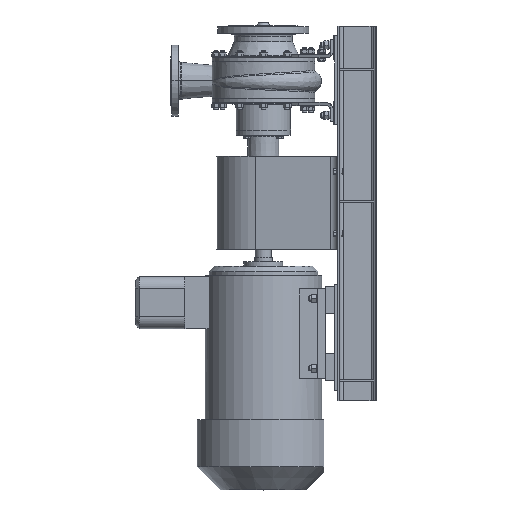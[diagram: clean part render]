
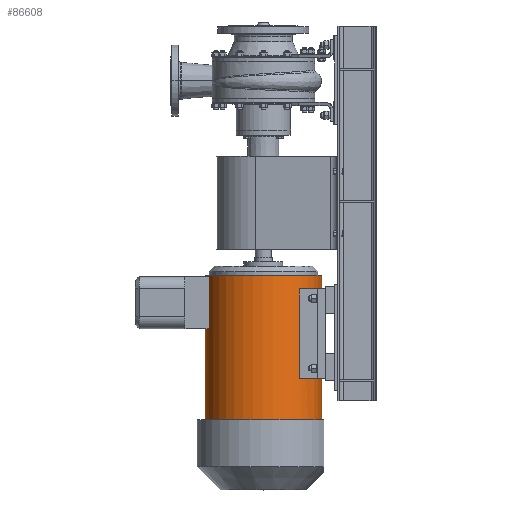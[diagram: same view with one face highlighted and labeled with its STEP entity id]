
A CAD part, left-side view. The second image highlights one B-rep face of the part: STEP entity #86608.
In plain terms, the highlighted cylindrical face has radius 150 mm (diameter 300 mm), a partial arc.
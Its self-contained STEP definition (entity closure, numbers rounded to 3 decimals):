
#1335 = CARTESIAN_POINT ( 'NONE',  ( 160., 431.943, -645.6 ) ) ;
#4102 = FACE_OUTER_BOUND ( 'NONE', #81125, .T. ) ;
#5861 = CIRCLE ( 'NONE', #172848, 150. ) ;
#6322 = AXIS2_PLACEMENT_3D ( 'NONE', #97609, #41403, #185106 ) ;
#7170 = ORIENTED_EDGE ( 'NONE', *, *, #43179, .F. ) ;
#8353 = CIRCLE ( 'NONE', #178358, 150. ) ;
#11166 = VERTEX_POINT ( 'NONE', #14162 ) ;
#14162 = CARTESIAN_POINT ( 'NONE',  ( 214., 442., -644.077 ) ) ;
#16018 = CIRCLE ( 'NONE', #152613, 150. ) ;
#17827 = CARTESIAN_POINT ( 'NONE',  ( 214., 292., -779.6 ) ) ;
#20059 = VERTEX_POINT ( 'NONE', #143688 ) ;
#20253 = CARTESIAN_POINT ( 'NONE',  ( 214., 292., -1014.6 ) ) ;
#22910 = VERTEX_POINT ( 'NONE', #89643 ) ;
#22985 = LINE ( 'NONE', #138067, #35393 ) ;
#23241 = DIRECTION ( 'NONE',  ( -0.78, -0.626, 0. ) ) ;
#24714 = CARTESIAN_POINT ( 'NONE',  ( 214., 292., -645.6 ) ) ;
#27501 = DIRECTION ( 'NONE',  ( 0.36, 0.933, 0. ) ) ;
#27614 = CARTESIAN_POINT ( 'NONE',  ( 97., 198.133, -907.6 ) ) ;
#28362 = DIRECTION ( 'NONE',  ( 0., 0., 1. ) ) ;
#30126 = CARTESIAN_POINT ( 'NONE',  ( 214., 142., -1014.6 ) ) ;
#31929 = VERTEX_POINT ( 'NONE', #61616 ) ;
#35393 = VECTOR ( 'NONE', #169401, 1000. ) ;
#41403 = DIRECTION ( 'NONE',  ( 0., 0., 1. ) ) ;
#41559 = CARTESIAN_POINT ( 'NONE',  ( 214., 292., -1014.6 ) ) ;
#43179 = EDGE_CURVE ( 'NONE', #183326, #149585, #67496, .T. ) ;
#43425 = DIRECTION ( 'NONE',  ( 0., 0., 1. ) ) ;
#43499 = EDGE_CURVE ( 'NONE', #22910, #20059, #16018, .T. ) ;
#46978 = LINE ( 'NONE', #88922, #94161 ) ;
#51727 = CIRCLE ( 'NONE', #6322, 150. ) ;
#54144 = DIRECTION ( 'NONE',  ( 0., 0., -1. ) ) ;
#54861 = ORIENTED_EDGE ( 'NONE', *, *, #146860, .F. ) ;
#55736 = ORIENTED_EDGE ( 'NONE', *, *, #172600, .F. ) ;
#55842 = DIRECTION ( 'NONE',  ( 0., 0., 1. ) ) ;
#58473 = CARTESIAN_POINT ( 'NONE',  ( 112., 182.018, -907.6 ) ) ;
#61520 = DIRECTION ( 'NONE',  ( 0., 0., 1. ) ) ;
#61616 = CARTESIAN_POINT ( 'NONE',  ( 214., 142., -1014.6 ) ) ;
#64153 = DIRECTION ( 'NONE',  ( 0., 0., -1. ) ) ;
#67496 = CIRCLE ( 'NONE', #173706, 150. ) ;
#68151 = DIRECTION ( 'NONE',  ( 0., 0., 1. ) ) ;
#72145 = DIRECTION ( 'NONE',  ( 0.36, 0.933, 0. ) ) ;
#77313 = CYLINDRICAL_SURFACE ( 'NONE', #119561, 150. ) ;
#78822 = VERTEX_POINT ( 'NONE', #127120 ) ;
#80993 = EDGE_LOOP ( 'NONE', ( #55736, #7170, #162619, #164469 ) ) ;
#81125 = EDGE_LOOP ( 'NONE', ( #93968, #130625, #162211, #54861, #131858, #110126, #160368, #168883 ) ) ;
#86608 = ADVANCED_FACE ( 'NONE', ( #4102, #151508 ), #77313, .T. ) ;
#88922 = CARTESIAN_POINT ( 'NONE',  ( 97., 198.133, -907.6 ) ) ;
#89643 = CARTESIAN_POINT ( 'NONE',  ( 112., 182.018, -677.6 ) ) ;
#89708 = EDGE_CURVE ( 'NONE', #78822, #168113, #22985, .T. ) ;
#93109 = CARTESIAN_POINT ( 'NONE',  ( 214., 442., -1014.6 ) ) ;
#93968 = ORIENTED_EDGE ( 'NONE', *, *, #89708, .F. ) ;
#94161 = VECTOR ( 'NONE', #64153, 1000. ) ;
#96556 = AXIS2_PLACEMENT_3D ( 'NONE', #41559, #43425, #116791 ) ;
#97539 = VECTOR ( 'NONE', #102442, 1000. ) ;
#97609 = CARTESIAN_POINT ( 'NONE',  ( 214., 292., -644.077 ) ) ;
#97638 = EDGE_CURVE ( 'NONE', #105379, #150481, #8353, .T. ) ;
#99248 = CARTESIAN_POINT ( 'NONE',  ( 214., 442., -645.6 ) ) ;
#102442 = DIRECTION ( 'NONE',  ( 0., 0., 1. ) ) ;
#105379 = VERTEX_POINT ( 'NONE', #1335 ) ;
#108864 = CIRCLE ( 'NONE', #96556, 150. ) ;
#109195 = VECTOR ( 'NONE', #55842, 1000. ) ;
#110116 = VECTOR ( 'NONE', #137772, 1000. ) ;
#110126 = ORIENTED_EDGE ( 'NONE', *, *, #97638, .F. ) ;
#110471 = CARTESIAN_POINT ( 'NONE',  ( 214., 142., -644.077 ) ) ;
#116791 = DIRECTION ( 'NONE',  ( 0., -1., 0. ) ) ;
#118374 = VERTEX_POINT ( 'NONE', #161894 ) ;
#119561 = AXIS2_PLACEMENT_3D ( 'NONE', #20253, #164777, #180952 ) ;
#125623 = LINE ( 'NONE', #30126, #97539 ) ;
#127120 = CARTESIAN_POINT ( 'NONE',  ( 214., 442., -1014.6 ) ) ;
#130625 = ORIENTED_EDGE ( 'NONE', *, *, #156289, .T. ) ;
#131858 = ORIENTED_EDGE ( 'NONE', *, *, #186919, .F. ) ;
#133921 = EDGE_CURVE ( 'NONE', #168113, #118374, #5861, .T. ) ;
#137772 = DIRECTION ( 'NONE',  ( 0., 0., 1. ) ) ;
#138067 = CARTESIAN_POINT ( 'NONE',  ( 214., 442., -1014.6 ) ) ;
#138945 = EDGE_CURVE ( 'NONE', #118374, #105379, #175692, .T. ) ;
#143688 = CARTESIAN_POINT ( 'NONE',  ( 97., 198.133, -677.6 ) ) ;
#146860 = EDGE_CURVE ( 'NONE', #11166, #159599, #51727, .T. ) ;
#149585 = VERTEX_POINT ( 'NONE', #58473 ) ;
#150481 = VERTEX_POINT ( 'NONE', #99248 ) ;
#151508 = FACE_BOUND ( 'NONE', #80993, .T. ) ;
#152613 = AXIS2_PLACEMENT_3D ( 'NONE', #165892, #167770, #23241 ) ;
#152845 = CARTESIAN_POINT ( 'NONE',  ( 214., 442., -779.6 ) ) ;
#156289 = EDGE_CURVE ( 'NONE', #78822, #31929, #108864, .T. ) ;
#157567 = EDGE_CURVE ( 'NONE', #20059, #183326, #46978, .T. ) ;
#158636 = CARTESIAN_POINT ( 'NONE',  ( 160., 431.943, -779.6 ) ) ;
#158952 = EDGE_CURVE ( 'NONE', #31929, #159599, #125623, .T. ) ;
#159599 = VERTEX_POINT ( 'NONE', #110471 ) ;
#160368 = ORIENTED_EDGE ( 'NONE', *, *, #138945, .F. ) ;
#161894 = CARTESIAN_POINT ( 'NONE',  ( 160., 431.943, -779.6 ) ) ;
#162211 = ORIENTED_EDGE ( 'NONE', *, *, #158952, .T. ) ;
#162619 = ORIENTED_EDGE ( 'NONE', *, *, #157567, .F. ) ;
#164469 = ORIENTED_EDGE ( 'NONE', *, *, #43499, .F. ) ;
#164777 = DIRECTION ( 'NONE',  ( 0., 0., 1. ) ) ;
#165892 = CARTESIAN_POINT ( 'NONE',  ( 214., 292., -677.6 ) ) ;
#167067 = DIRECTION ( 'NONE',  ( -0.78, -0.626, 0. ) ) ;
#167770 = DIRECTION ( 'NONE',  ( 0., 0., -1. ) ) ;
#168011 = CARTESIAN_POINT ( 'NONE',  ( 214., 292., -907.6 ) ) ;
#168113 = VERTEX_POINT ( 'NONE', #152845 ) ;
#168883 = ORIENTED_EDGE ( 'NONE', *, *, #133921, .F. ) ;
#169401 = DIRECTION ( 'NONE',  ( 0., 0., 1. ) ) ;
#171857 = LINE ( 'NONE', #183368, #109195 ) ;
#172056 = VECTOR ( 'NONE', #28362, 1000. ) ;
#172600 = EDGE_CURVE ( 'NONE', #149585, #22910, #171857, .T. ) ;
#172848 = AXIS2_PLACEMENT_3D ( 'NONE', #17827, #61520, #72145 ) ;
#173706 = AXIS2_PLACEMENT_3D ( 'NONE', #168011, #68151, #167067 ) ;
#175692 = LINE ( 'NONE', #158636, #172056 ) ;
#178358 = AXIS2_PLACEMENT_3D ( 'NONE', #24714, #54144, #27501 ) ;
#179576 = LINE ( 'NONE', #93109, #110116 ) ;
#180952 = DIRECTION ( 'NONE',  ( 0., -1., 0. ) ) ;
#183326 = VERTEX_POINT ( 'NONE', #27614 ) ;
#183368 = CARTESIAN_POINT ( 'NONE',  ( 112., 182.018, -907.6 ) ) ;
#185106 = DIRECTION ( 'NONE',  ( 0., -1., 0. ) ) ;
#186919 = EDGE_CURVE ( 'NONE', #150481, #11166, #179576, .T. ) ;
